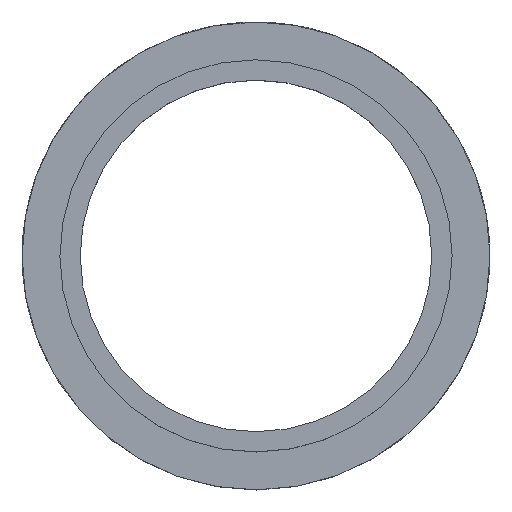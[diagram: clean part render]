
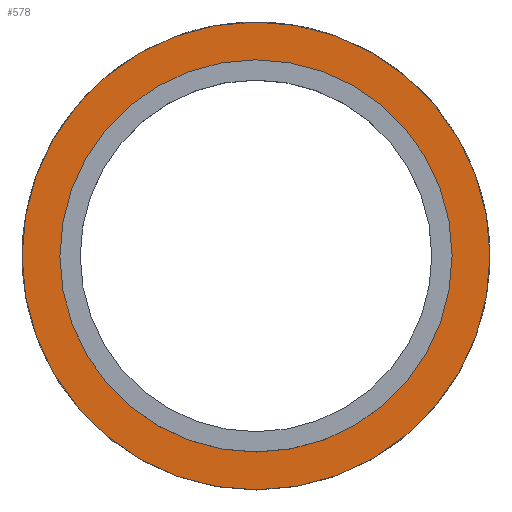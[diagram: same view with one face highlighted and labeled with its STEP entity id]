
A CAD part, top view. The second image highlights one B-rep face of the part: STEP entity #578.
In plain terms, the highlighted planar face has unit normal (0, 0, 1).
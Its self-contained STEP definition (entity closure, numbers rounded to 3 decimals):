
#19=FACE_BOUND('',#94,.T.);
#22=PLANE('',#652);
#53=FACE_OUTER_BOUND('',#93,.T.);
#93=EDGE_LOOP('',(#457,#458));
#94=EDGE_LOOP('',(#459,#460));
#216=CIRCLE('',#631,7.25);
#217=CIRCLE('',#633,8.65);
#231=CIRCLE('',#649,8.65);
#234=CIRCLE('',#653,7.25);
#270=VERTEX_POINT('',#948);
#271=VERTEX_POINT('',#950);
#272=VERTEX_POINT('',#954);
#273=VERTEX_POINT('',#955);
#327=EDGE_CURVE('',#270,#271,#216,.T.);
#329=EDGE_CURVE('',#272,#273,#217,.T.);
#354=EDGE_CURVE('',#273,#272,#231,.T.);
#360=EDGE_CURVE('',#271,#270,#234,.T.);
#457=ORIENTED_EDGE('',*,*,#354,.T.);
#458=ORIENTED_EDGE('',*,*,#329,.T.);
#459=ORIENTED_EDGE('',*,*,#360,.F.);
#460=ORIENTED_EDGE('',*,*,#327,.F.);
#578=ADVANCED_FACE('',(#53,#19),#22,.T.);
#631=AXIS2_PLACEMENT_3D('',#951,#746,#747);
#633=AXIS2_PLACEMENT_3D('',#956,#751,#752);
#649=AXIS2_PLACEMENT_3D('',#1000,#794,#795);
#652=AXIS2_PLACEMENT_3D('',#1009,#803,#804);
#653=AXIS2_PLACEMENT_3D('',#1010,#805,#806);
#746=DIRECTION('center_axis',(0.,0.,1.));
#747=DIRECTION('ref_axis',(0.003,-1.,0.));
#751=DIRECTION('center_axis',(0.,0.,1.));
#752=DIRECTION('ref_axis',(0.003,-1.,0.));
#794=DIRECTION('center_axis',(0.,0.,1.));
#795=DIRECTION('ref_axis',(0.003,-1.,0.));
#803=DIRECTION('center_axis',(0.,0.,1.));
#804=DIRECTION('ref_axis',(0.003,-1.,0.));
#805=DIRECTION('center_axis',(0.,0.,1.));
#806=DIRECTION('ref_axis',(0.003,-1.,0.));
#948=CARTESIAN_POINT('',(0.024,-7.25,5.13));
#950=CARTESIAN_POINT('',(-0.024,7.25,5.13));
#951=CARTESIAN_POINT('Origin',(0.,0.,
5.13));
#954=CARTESIAN_POINT('',(0.029,-8.65,5.13));
#955=CARTESIAN_POINT('',(-0.029,8.65,5.13));
#956=CARTESIAN_POINT('Origin',(0.,0.,
5.13));
#1000=CARTESIAN_POINT('Origin',(0.,0.,
5.13));
#1009=CARTESIAN_POINT('Origin',(0.,0.,
5.13));
#1010=CARTESIAN_POINT('Origin',(0.,0.,
5.13));
